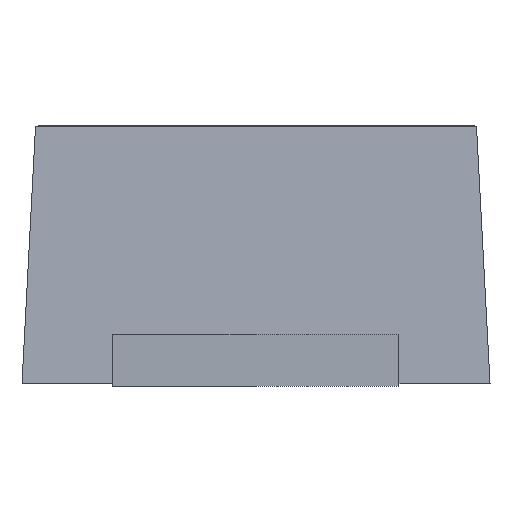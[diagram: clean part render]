
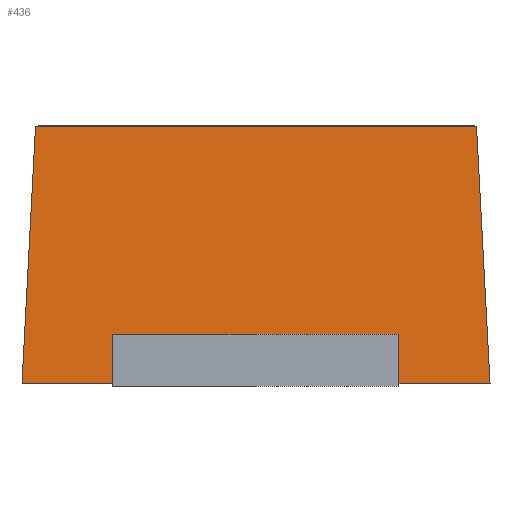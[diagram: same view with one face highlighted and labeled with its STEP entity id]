
A CAD part, left-side view. The second image highlights one B-rep face of the part: STEP entity #436.
In plain terms, the highlighted planar face has unit normal (-0.999, 0, 0.052).
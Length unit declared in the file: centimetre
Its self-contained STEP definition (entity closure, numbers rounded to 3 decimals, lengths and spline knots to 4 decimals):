
#55=VERTEX_POINT('',#585);
#56=VERTEX_POINT('',#586);
#57=VERTEX_POINT('',#588);
#58=VERTEX_POINT('',#590);
#59=VERTEX_POINT('',#592);
#60=VERTEX_POINT('',#594);
#61=VERTEX_POINT('',#596);
#62=VERTEX_POINT('',#598);
#99=VECTOR('',#495,1.);
#100=VECTOR('',#496,1.);
#101=VECTOR('',#497,1.);
#102=VECTOR('',#498,1.);
#103=VECTOR('',#499,1.);
#104=VECTOR('',#500,1.);
#105=VECTOR('',#501,1.);
#157=LINE('',#584,#99);
#158=LINE('',#587,#100);
#159=LINE('',#589,#101);
#160=LINE('',#591,#102);
#161=LINE('',#593,#103);
#162=LINE('',#595,#104);
#163=LINE('',#597,#105);
#215=EDGE_CURVE('',#55,#56,#157,.T.);
#216=EDGE_CURVE('',#57,#55,#158,.T.);
#217=EDGE_CURVE('',#58,#57,#159,.T.);
#218=EDGE_CURVE('',#58,#59,#160,.T.);
#219=EDGE_CURVE('',#59,#60,#161,.T.);
#220=EDGE_CURVE('',#60,#61,#162,.T.);
#221=EDGE_CURVE('',#62,#61,#163,.T.);
#222=EDGE_CURVE('',#62,#56,#160,.T.);
#283=ORIENTED_EDGE('',*,*,#215,.F.);
#284=ORIENTED_EDGE('',*,*,#216,.F.);
#285=ORIENTED_EDGE('',*,*,#217,.F.);
#286=ORIENTED_EDGE('',*,*,#218,.T.);
#287=ORIENTED_EDGE('',*,*,#219,.T.);
#288=ORIENTED_EDGE('',*,*,#220,.T.);
#289=ORIENTED_EDGE('',*,*,#221,.F.);
#290=ORIENTED_EDGE('',*,*,#222,.T.);
#388=EDGE_LOOP('',(#283,#284,#285,#286,#287,#288,#289,#290));
#412=FACE_BOUND('',#388,.T.);
#436=ADVANCED_FACE('',(#412),#684,.T.);
#459=AXIS2_PLACEMENT_3D('',#583,#494,$);
#494=DIRECTION('',(-0.999,0.,0.052));
#495=DIRECTION('',(-0.052,0.,-0.999));
#496=DIRECTION('',(0.,1.,0.));
#497=DIRECTION('',(0.052,0.,0.999));
#498=DIRECTION('',(0.,-1.,0.));
#499=DIRECTION('',(0.052,0.052,0.997));
#500=DIRECTION('',(0.,1.,0.));
#501=DIRECTION('',(0.052,-0.052,0.997));
#583=CARTESIAN_POINT('',(-0.145,-0.09,0.001));
#584=CARTESIAN_POINT('',(-0.145,0.055,0.0006));
#585=CARTESIAN_POINT('',(-0.144,0.055,0.02));
#586=CARTESIAN_POINT('',(-0.145,0.055,0.001));
#587=CARTESIAN_POINT('',(-0.144,-0.045,0.02));
#588=CARTESIAN_POINT('',(-0.144,-0.055,0.02));
#589=CARTESIAN_POINT('',(-0.145,-0.055,0.0006));
#590=CARTESIAN_POINT('',(-0.145,-0.055,0.001));
#591=CARTESIAN_POINT('',(-0.145,0.09,0.001));
#592=CARTESIAN_POINT('',(-0.145,-0.09,0.001));
#593=CARTESIAN_POINT('',(-0.1446,-0.0896,0.0086));
#594=CARTESIAN_POINT('',(-0.1398,-0.0848,0.1));
#595=CARTESIAN_POINT('',(-0.1398,-0.045,0.1));
#596=CARTESIAN_POINT('',(-0.1398,0.0848,0.1));
#597=CARTESIAN_POINT('',(-0.1448,0.0898,0.0057));
#598=CARTESIAN_POINT('',(-0.145,0.09,0.001));
#684=PLANE('',#459);
